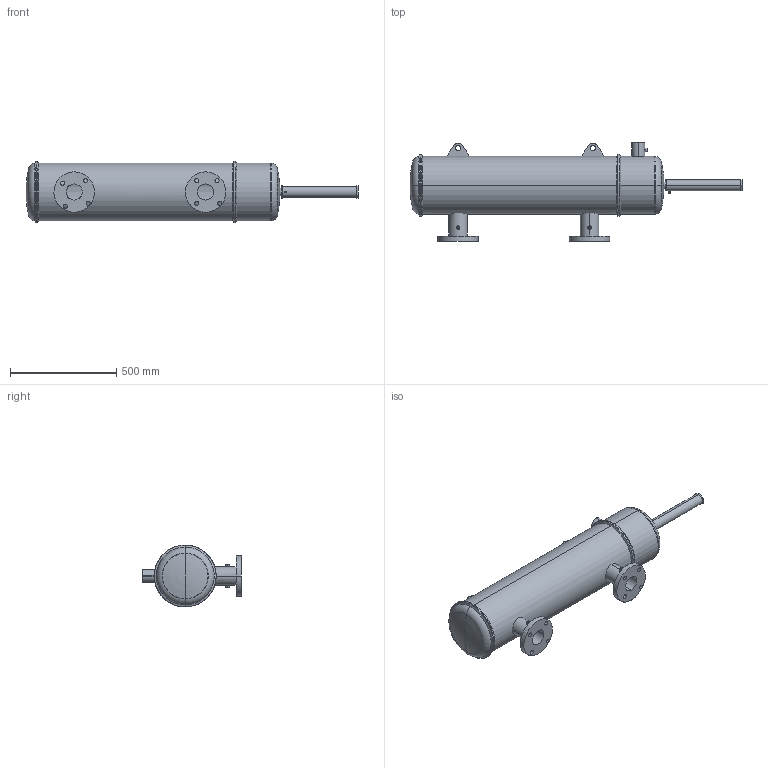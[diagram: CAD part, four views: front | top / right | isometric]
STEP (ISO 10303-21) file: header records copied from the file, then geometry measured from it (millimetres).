
FILE_DESCRIPTION (( 'STEP AP203' ), '1' );
FILE_NAME ('B3-180C.STEP', '2020-07-26T12:40:01', ( '' ), ( '' ), 'SwSTEP 2.0', 'SolidWorks 2017', '' );
FILE_SCHEMA (( 'CONFIG_CONTROL_DESIGN' ));
Length unit declared in the file: inch
Products named in the file (1): B3-180C
Bounding box: 1565.21 x 463.55 x 292.1 mm (x, y, z)
Volume: 7615089.8 mm3; surface area: 2593122.7 mm2
Topology: 6 solids, 6 shells, 160 faces, 382 edges, 238 vertices
Faces by surface type: cylinder 84, plane 40, torus 20, cone 16
Entity records: 6547 total; most frequent: CARTESIAN_POINT 2653, DIRECTION 820, ORIENTED_EDGE 756, EDGE_CURVE 378, AXIS2_PLACEMENT_3D 333, VERTEX_POINT 238, EDGE_LOOP 214, CIRCLE 172
